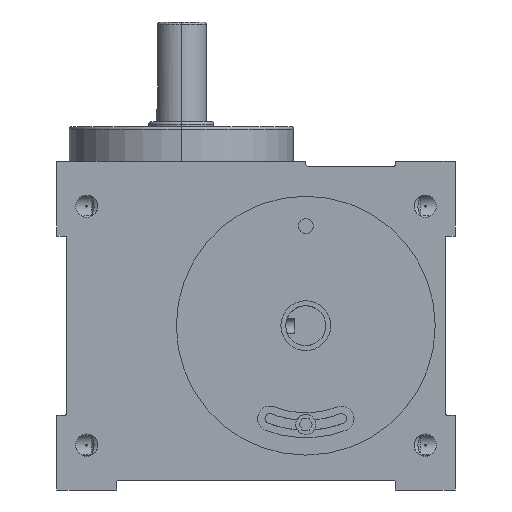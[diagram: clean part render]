
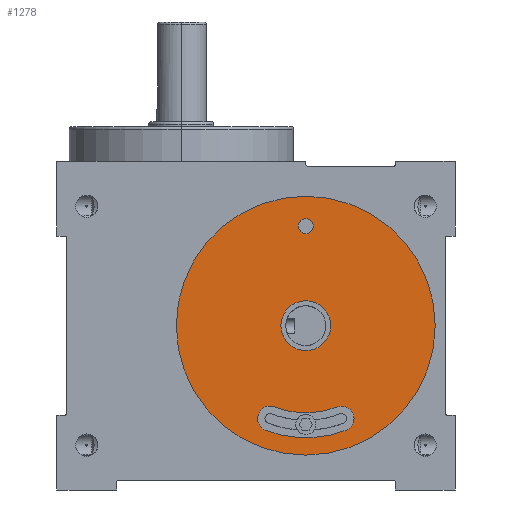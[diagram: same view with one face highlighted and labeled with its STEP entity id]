
A CAD part, left-side view. The second image highlights one B-rep face of the part: STEP entity #1278.
In plain terms, the highlighted planar face has unit normal (-1, 0, 0).
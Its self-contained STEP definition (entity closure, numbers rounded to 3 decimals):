
#647 = VERTEX_POINT ( 'NONE', #6178 ) ;
#658 = CARTESIAN_POINT ( 'NONE',  ( -33., -17.194, -18.661 ) ) ;
#872 = FACE_OUTER_BOUND ( 'NONE', #6840, .T. ) ;
#1007 = CARTESIAN_POINT ( 'NONE',  ( -33., -5., 0. ) ) ;
#1179 = AXIS2_PLACEMENT_3D ( 'NONE', #5551, #8150, #5514 ) ;
#1236 = VERTEX_POINT ( 'NONE', #10370 ) ;
#1278 = ADVANCED_FACE ( 'NONE', ( #872, #6905, #9915, #2451 ), #1747, .T. ) ;
#1404 = CARTESIAN_POINT ( 'NONE',  ( -33., 16., 0. ) ) ;
#1483 = CARTESIAN_POINT ( 'NONE',  ( -33., -15., 0. ) ) ;
#1593 = DIRECTION ( 'NONE',  ( 0., 1., 0. ) ) ;
#1599 = CIRCLE ( 'NONE', #5263, 26. ) ;
#1747 = PLANE ( 'NONE',  #10412 ) ;
#1988 = EDGE_CURVE ( 'NONE', #8131, #3353, #9967, .T. ) ;
#2122 = CIRCLE ( 'NONE', #3627, 22.5 ) ;
#2451 = FACE_BOUND ( 'NONE', #8851, .T. ) ;
#2458 = DIRECTION ( 'NONE',  ( -1., 0., 0. ) ) ;
#2461 = VERTEX_POINT ( 'NONE', #10326 ) ;
#2499 = DIRECTION ( 'NONE',  ( 1., 0., 0. ) ) ;
#2512 = CIRCLE ( 'NONE', #6301, 2.5 ) ;
#2746 = CARTESIAN_POINT ( 'NONE',  ( -33., -11.5, 20. ) ) ;
#2801 = EDGE_CURVE ( 'NONE', #7460, #2873, #9268, .T. ) ;
#2873 = VERTEX_POINT ( 'NONE', #10121 ) ;
#2895 = CIRCLE ( 'NONE', #8573, 26. ) ;
#2955 = CIRCLE ( 'NONE', #6869, 1.5 ) ;
#3048 = CARTESIAN_POINT ( 'NONE',  ( -33., -2.806, -18.661 ) ) ;
#3085 = EDGE_CURVE ( 'NONE', #6672, #10391, #6200, .T. ) ;
#3099 = EDGE_CURVE ( 'NONE', #5527, #647, #9628, .T. ) ;
#3232 = AXIS2_PLACEMENT_3D ( 'NONE', #3357, #2499, #1593 ) ;
#3267 = DIRECTION ( 'NONE',  ( 1., 0., 0. ) ) ;
#3337 = AXIS2_PLACEMENT_3D ( 'NONE', #4820, #6560, #7434 ) ;
#3340 = CARTESIAN_POINT ( 'NONE',  ( -33., -10., 0. ) ) ;
#3353 = VERTEX_POINT ( 'NONE', #2746 ) ;
#3357 = CARTESIAN_POINT ( 'NONE',  ( -33., -10., 20. ) ) ;
#3474 = CARTESIAN_POINT ( 'NONE',  ( -33., -8.5, 20. ) ) ;
#3627 = AXIS2_PLACEMENT_3D ( 'NONE', #8298, #9142, #3978 ) ;
#3902 = AXIS2_PLACEMENT_3D ( 'NONE', #3048, #10855, #5627 ) ;
#3978 = DIRECTION ( 'NONE',  ( 0., 1., 0. ) ) ;
#3982 = EDGE_CURVE ( 'NONE', #3353, #8131, #2955, .T. ) ;
#4045 = DIRECTION ( 'NONE',  ( 0., 1., 0. ) ) ;
#4086 = CARTESIAN_POINT ( 'NONE',  ( -33., -10., 0. ) ) ;
#4227 = CARTESIAN_POINT ( 'NONE',  ( -33., -1.907, -20.994 ) ) ;
#4323 = EDGE_LOOP ( 'NONE', ( #10263, #4909 ) ) ;
#4411 = CIRCLE ( 'NONE', #5346, 17.5 ) ;
#4423 = DIRECTION ( 'NONE',  ( 1., 0., 0. ) ) ;
#4439 = EDGE_LOOP ( 'NONE', ( #5939, #8823, #9434, #9257, #8317 ) ) ;
#4802 = VERTEX_POINT ( 'NONE', #1404 ) ;
#4820 = CARTESIAN_POINT ( 'NONE',  ( -33., -10., 0. ) ) ;
#4909 = ORIENTED_EDGE ( 'NONE', *, *, #7255, .F. ) ;
#4997 = DIRECTION ( 'NONE',  ( 0., -1., 0. ) ) ;
#5156 = EDGE_CURVE ( 'NONE', #4802, #1236, #1599, .T. ) ;
#5263 = AXIS2_PLACEMENT_3D ( 'NONE', #6426, #10614, #9843 ) ;
#5272 = DIRECTION ( 'NONE',  ( 0., 1., 0. ) ) ;
#5346 = AXIS2_PLACEMENT_3D ( 'NONE', #4086, #11134, #4045 ) ;
#5347 = CARTESIAN_POINT ( 'NONE',  ( -33., -10., 20. ) ) ;
#5514 = DIRECTION ( 'NONE',  ( 0., -1., 0. ) ) ;
#5527 = VERTEX_POINT ( 'NONE', #4227 ) ;
#5551 = CARTESIAN_POINT ( 'NONE',  ( -33., -10., 0. ) ) ;
#5627 = DIRECTION ( 'NONE',  ( 0., 1., 0. ) ) ;
#5828 = AXIS2_PLACEMENT_3D ( 'NONE', #11087, #3267, #4997 ) ;
#5939 = ORIENTED_EDGE ( 'NONE', *, *, #6466, .T. ) ;
#6003 = CARTESIAN_POINT ( 'NONE',  ( -33., -10., 0. ) ) ;
#6178 = CARTESIAN_POINT ( 'NONE',  ( -33., -3.706, -16.329 ) ) ;
#6200 = CIRCLE ( 'NONE', #1179, 5. ) ;
#6301 = AXIS2_PLACEMENT_3D ( 'NONE', #658, #11099, #6588 ) ;
#6426 = CARTESIAN_POINT ( 'NONE',  ( -33., -10., 0. ) ) ;
#6466 = EDGE_CURVE ( 'NONE', #2873, #5527, #2122, .T. ) ;
#6543 = EDGE_CURVE ( 'NONE', #647, #2461, #4411, .T. ) ;
#6560 = DIRECTION ( 'NONE',  ( -1., 0., 0. ) ) ;
#6588 = DIRECTION ( 'NONE',  ( 0., -1., 0. ) ) ;
#6672 = VERTEX_POINT ( 'NONE', #1007 ) ;
#6840 = EDGE_LOOP ( 'NONE', ( #10314, #11184 ) ) ;
#6869 = AXIS2_PLACEMENT_3D ( 'NONE', #5347, #4423, #5272 ) ;
#6905 = FACE_BOUND ( 'NONE', #4439, .T. ) ;
#6977 = EDGE_CURVE ( 'NONE', #2461, #7460, #2512, .T. ) ;
#7102 = CIRCLE ( 'NONE', #3337, 5. ) ;
#7255 = EDGE_CURVE ( 'NONE', #10391, #6672, #7102, .T. ) ;
#7434 = DIRECTION ( 'NONE',  ( 0., -1., 0. ) ) ;
#7460 = VERTEX_POINT ( 'NONE', #9708 ) ;
#8131 = VERTEX_POINT ( 'NONE', #3474 ) ;
#8150 = DIRECTION ( 'NONE',  ( -1., 0., 0. ) ) ;
#8298 = CARTESIAN_POINT ( 'NONE',  ( -33., -10., 0. ) ) ;
#8317 = ORIENTED_EDGE ( 'NONE', *, *, #2801, .T. ) ;
#8495 = EDGE_CURVE ( 'NONE', #1236, #4802, #2895, .T. ) ;
#8573 = AXIS2_PLACEMENT_3D ( 'NONE', #3340, #9338, #9418 ) ;
#8670 = DIRECTION ( 'NONE',  ( 0., 0., 1. ) ) ;
#8823 = ORIENTED_EDGE ( 'NONE', *, *, #3099, .T. ) ;
#8851 = EDGE_LOOP ( 'NONE', ( #11098, #9908 ) ) ;
#9142 = DIRECTION ( 'NONE',  ( 1., 0., 0. ) ) ;
#9257 = ORIENTED_EDGE ( 'NONE', *, *, #6977, .T. ) ;
#9268 = CIRCLE ( 'NONE', #5828, 2.5 ) ;
#9338 = DIRECTION ( 'NONE',  ( 1., 0., 0. ) ) ;
#9418 = DIRECTION ( 'NONE',  ( 0., 1., 0. ) ) ;
#9434 = ORIENTED_EDGE ( 'NONE', *, *, #6543, .T. ) ;
#9628 = CIRCLE ( 'NONE', #3902, 2.5 ) ;
#9708 = CARTESIAN_POINT ( 'NONE',  ( -33., -19.694, -18.661 ) ) ;
#9843 = DIRECTION ( 'NONE',  ( 0., 1., 0. ) ) ;
#9908 = ORIENTED_EDGE ( 'NONE', *, *, #1988, .T. ) ;
#9915 = FACE_BOUND ( 'NONE', #4323, .T. ) ;
#9967 = CIRCLE ( 'NONE', #3232, 1.5 ) ;
#10121 = CARTESIAN_POINT ( 'NONE',  ( -33., -18.093, -20.994 ) ) ;
#10263 = ORIENTED_EDGE ( 'NONE', *, *, #3085, .F. ) ;
#10314 = ORIENTED_EDGE ( 'NONE', *, *, #5156, .F. ) ;
#10326 = CARTESIAN_POINT ( 'NONE',  ( -33., -16.294, -16.329 ) ) ;
#10370 = CARTESIAN_POINT ( 'NONE',  ( -33., -36., 0. ) ) ;
#10391 = VERTEX_POINT ( 'NONE', #1483 ) ;
#10412 = AXIS2_PLACEMENT_3D ( 'NONE', #6003, #2458, #8670 ) ;
#10614 = DIRECTION ( 'NONE',  ( 1., 0., 0. ) ) ;
#10855 = DIRECTION ( 'NONE',  ( 1., 0., 0. ) ) ;
#11087 = CARTESIAN_POINT ( 'NONE',  ( -33., -17.194, -18.661 ) ) ;
#11098 = ORIENTED_EDGE ( 'NONE', *, *, #3982, .T. ) ;
#11099 = DIRECTION ( 'NONE',  ( 1., 0., 0. ) ) ;
#11134 = DIRECTION ( 'NONE',  ( -1., 0., 0. ) ) ;
#11184 = ORIENTED_EDGE ( 'NONE', *, *, #8495, .F. ) ;
